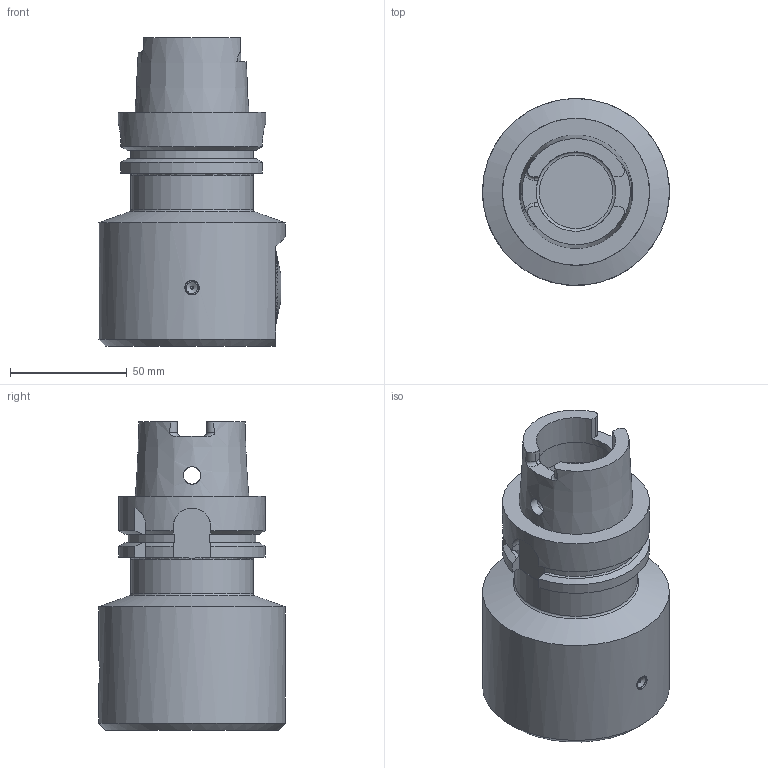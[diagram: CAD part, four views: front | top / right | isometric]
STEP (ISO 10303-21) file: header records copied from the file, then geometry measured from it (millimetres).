
FILE_DESCRIPTION(/* description */ (''),/* implementation_level */ '2;1');
FILE_NAME(/* name */ '1713246949919.stp',/* time_stamp */ '2024-04-16T07:55:56+02:00',/* author */ (''),/* organization */ ('SMS'),/* preprocessor_version */ 'ST-DEVELOPER v16.7',/* originating_system */ 'SIEMENS PLM Software NX 12.0',/* authorisation */ '');
FILE_SCHEMA (('AUTOMOTIVE_DESIGN { 1 0 10303 214 3 1 1 1 }'));
Length unit declared in the file: millimetre
Products named in the file (1): 205264075mod000_00
Bounding box: 80 x 80 x 131.9 mm (x, y, z)
Surface area: 43293.9 mm2 (no closed solid volume)
Topology: 0 solids, 1 shells, 311 faces, 901 edges, 601 vertices
Faces by surface type: plane 257, cylinder 30, cone 16, torus 7, sphere 1
Full cylindrical faces by diameter (mm): 6 x2, 6.25 x1, 7.5 x2, 8.782 x1, 11.5 x1, 12 x1, 34.05 x2, 40.08 x1, 52.5 x1, 62.94 x1, 80 x1
Entity records: 10506 total; most frequent: CARTESIAN_POINT 2756, ORIENTED_EDGE 1698, DIRECTION 1421, EDGE_CURVE 849, VERTEX_POINT 576, LINE 529, VECTOR 529, AXIS2_PLACEMENT_3D 446
